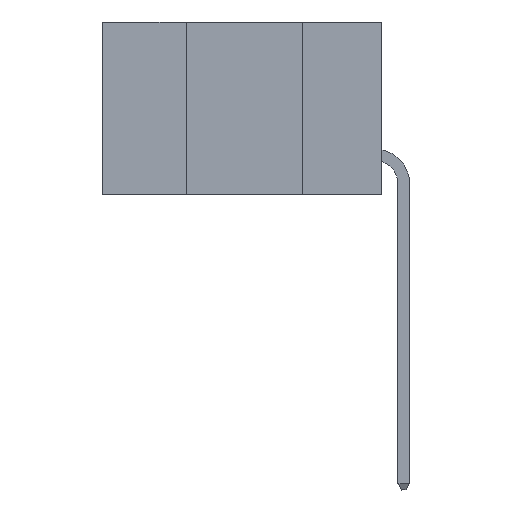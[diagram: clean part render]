
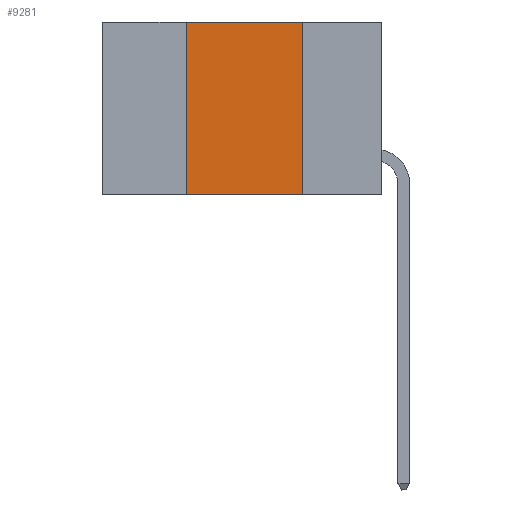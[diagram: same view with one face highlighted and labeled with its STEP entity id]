
A CAD part, left-side view. The second image highlights one B-rep face of the part: STEP entity #9281.
In plain terms, the highlighted planar face has unit normal (-1, 0, 0).
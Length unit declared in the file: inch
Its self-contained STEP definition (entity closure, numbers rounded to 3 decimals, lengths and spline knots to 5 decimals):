
#1308 = ORIENTED_EDGE ( 'NONE', *, *, #1507, .F. ) ;
#1309 = EDGE_CURVE ( 'NONE', #9707, #15356, #16312, .T. ) ;
#1507 = EDGE_CURVE ( 'NONE', #15356, #2254, #3526, .T. ) ;
#2254 = VERTEX_POINT ( 'NONE', #13113 ) ;
#2423 = ORIENTED_EDGE ( 'NONE', *, *, #3820, .T. ) ;
#3303 = CARTESIAN_POINT ( 'NONE',  ( 0., 0.6, 0. ) ) ;
#3526 = LINE ( 'NONE', #3303, #14009 ) ;
#3820 = EDGE_CURVE ( 'NONE', #9707, #14726, #4431, .T. ) ;
#4431 = LINE ( 'NONE', #4613, #7417 ) ;
#4613 = CARTESIAN_POINT ( 'NONE',  ( 0., 0.6, -0.37 ) ) ;
#5097 = EDGE_CURVE ( 'NONE', #2254, #14726, #6092, .T. ) ;
#5876 = DIRECTION ( 'NONE',  ( 0., 0., -1. ) ) ;
#6092 = LINE ( 'NONE', #9030, #9786 ) ;
#6149 = FACE_OUTER_BOUND ( 'NONE', #11227, .T. ) ;
#7417 = VECTOR ( 'NONE', #17451, 39.37008 ) ;
#8261 = DIRECTION ( 'NONE',  ( 0., -1., 0. ) ) ;
#8363 = AXIS2_PLACEMENT_3D ( 'NONE', #8842, #12056, #5876 ) ;
#8842 = CARTESIAN_POINT ( 'NONE',  ( 0., 0.6, 0. ) ) ;
#9030 = CARTESIAN_POINT ( 'NONE',  ( 0., 0.17, 0. ) ) ;
#9045 = CARTESIAN_POINT ( 'NONE',  ( 0., 0.42, 0. ) ) ;
#9164 = CARTESIAN_POINT ( 'NONE',  ( 0., 0.42, 0. ) ) ;
#9281 = ADVANCED_FACE ( 'NONE', ( #6149 ), #17703, .F. ) ;
#9437 = ORIENTED_EDGE ( 'NONE', *, *, #1309, .F. ) ;
#9707 = VERTEX_POINT ( 'NONE', #18776 ) ;
#9786 = VECTOR ( 'NONE', #20275, 39.37008 ) ;
#11227 = EDGE_LOOP ( 'NONE', ( #18037, #1308, #9437, #2423 ) ) ;
#12056 = DIRECTION ( 'NONE',  ( 1., 0., 0. ) ) ;
#12120 = DIRECTION ( 'NONE',  ( 0., 0., 1. ) ) ;
#13113 = CARTESIAN_POINT ( 'NONE',  ( 0., 0.17, 0. ) ) ;
#13823 = CARTESIAN_POINT ( 'NONE',  ( 0., 0.17, -0.37 ) ) ;
#14009 = VECTOR ( 'NONE', #8261, 39.37008 ) ;
#14726 = VERTEX_POINT ( 'NONE', #13823 ) ;
#15356 = VERTEX_POINT ( 'NONE', #9164 ) ;
#15812 = VECTOR ( 'NONE', #12120, 39.37008 ) ;
#16312 = LINE ( 'NONE', #9045, #15812 ) ;
#17451 = DIRECTION ( 'NONE',  ( 0., -1., 0. ) ) ;
#17703 = PLANE ( 'NONE',  #8363 ) ;
#18037 = ORIENTED_EDGE ( 'NONE', *, *, #5097, .F. ) ;
#18776 = CARTESIAN_POINT ( 'NONE',  ( 0., 0.42, -0.37 ) ) ;
#20275 = DIRECTION ( 'NONE',  ( 0., 0., -1. ) ) ;
